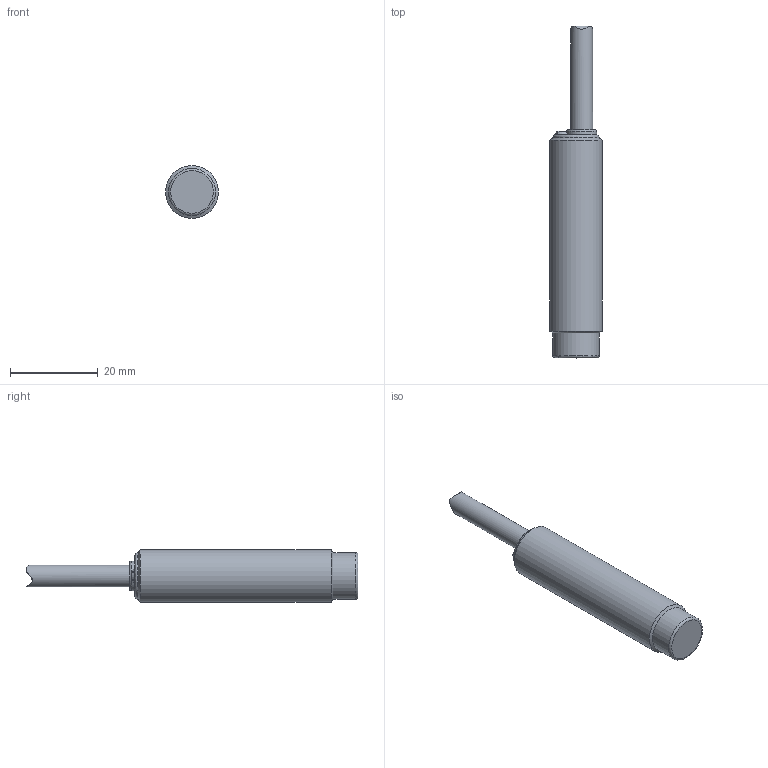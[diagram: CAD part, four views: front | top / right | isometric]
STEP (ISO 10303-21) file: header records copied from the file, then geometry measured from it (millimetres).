
FILE_DESCRIPTION (( 'STEP AP214' ), '1' );
FILE_NAME ('DW-AD-513-M12.STEP', '2018-04-11T11:48:54', ( '' ), ( '' ), 'SwSTEP 2.0', 'SolidWorks 2017', '' );
FILE_SCHEMA (( 'AUTOMOTIVE_DESIGN' ));
Length unit declared in the file: inch
Products named in the file (1): DW-AD-513-M12
Bounding box: 12 x 75.6 x 12 mm (x, y, z)
Volume: 6050.3 mm3; surface area: 2451.1 mm2
Topology: 1 solids, 1 shells, 30 faces, 63 edges, 33 vertices
Faces by surface type: plane 15, cone 6, cylinder 5, torus 2, bspline 2
Full cylindrical faces by diameter (mm): 5 x1, 10.5 x1, 10.7 x1, 12 x1
Entity records: 873 total; most frequent: CARTESIAN_POINT 314, DIRECTION 108, ORIENTED_EDGE 90, AXIS2_PLACEMENT_3D 46, EDGE_CURVE 45, EDGE_LOOP 40, FACE_OUTER_BOUND 37, ADVANCED_FACE 30
